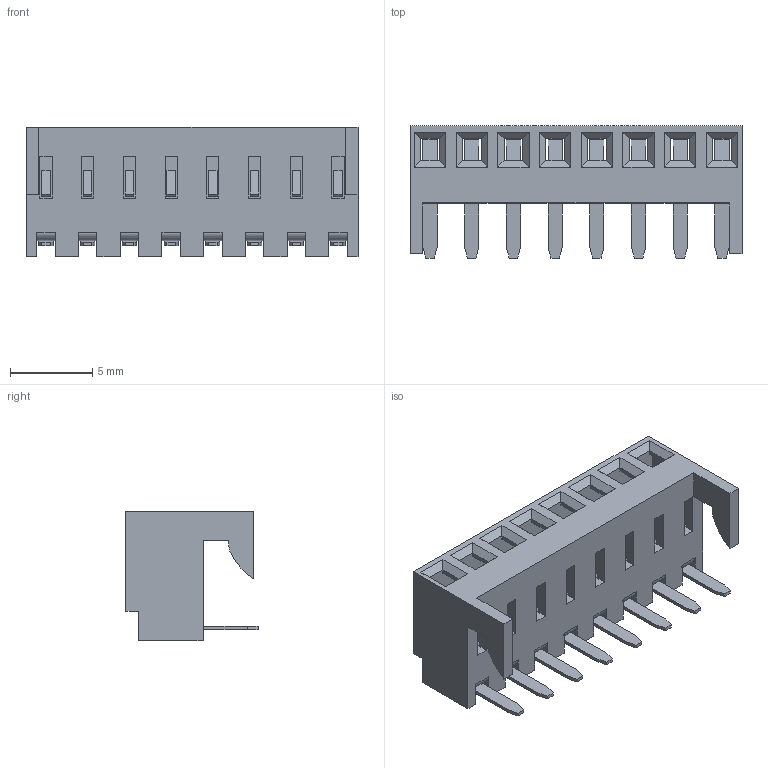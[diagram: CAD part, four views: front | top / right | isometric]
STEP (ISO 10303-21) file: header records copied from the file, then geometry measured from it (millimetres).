
FILE_DESCRIPTION((''),'2;1');
FILE_NAME('038001338','2014-10-13T',('me'),(''),'PRO/ENGINEER BY PARAMETRIC TECHNOLOGY CORPORATION, 2011490','PRO/ENGINEER BY PARAMETRIC TECHNOLOGY CORPORATION, 2011490','');
FILE_SCHEMA(('CONFIG_CONTROL_DESIGN'));
Length unit declared in the file: inch
Products named in the file (1): 038001338
Bounding box: 20.22 x 8.05 x 7.87 mm (x, y, z)
Volume: 312.7 mm3; surface area: 1185.1 mm2
Topology: 1 solids, 1 shells, 386 faces, 1094 edges, 718 vertices
Faces by surface type: plane 310, cylinder 76
Entity records: 12419 total; most frequent: CARTESIAN_POINT 2184, ORIENTED_EDGE 2156, DIRECTION 2038, EDGE_CURVE 1078, VECTOR 926, LINE 926, VERTEX_POINT 702, AXIS2_PLACEMENT_3D 556
